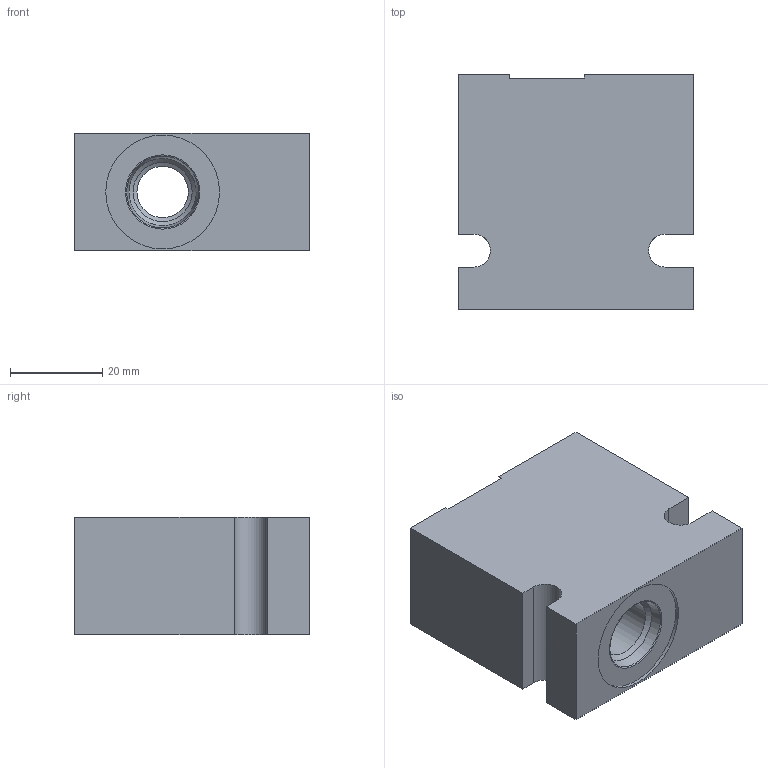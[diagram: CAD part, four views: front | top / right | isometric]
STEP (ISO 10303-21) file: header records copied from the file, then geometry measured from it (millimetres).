
FILE_DESCRIPTION((''),'2;1');
FILE_NAME('8-2-6T.stp','2015-06-04T14:09:56',('jml'),(''),'Autodesk Inventor 2010','Autodesk Inventor 2010','');
FILE_SCHEMA(('AUTOMOTIVE_DESIGN { 1 0 10303 214 1 1 1 1 }'));
Length unit declared in the file: inch
Products named in the file (1): 300140-6T
Bounding box: 50.8 x 50.8 x 25.4 mm (x, y, z)
Volume: 50390.9 mm3; surface area: 13482.5 mm2
Topology: 1 solids, 1 shells, 45 faces, 106 edges, 68 vertices
Faces by surface type: plane 19, bspline 10, cone 6, cylinder 6, torus 4
Full cylindrical faces by diameter (mm): 24.613 x2
Entity records: 1312 total; most frequent: CARTESIAN_POINT 382, DIRECTION 184, ORIENTED_EDGE 154, EDGE_CURVE 77, EDGE_LOOP 76, AXIS2_PLACEMENT_3D 72, VERTEX_POINT 61, FACE_OUTER_BOUND 45
